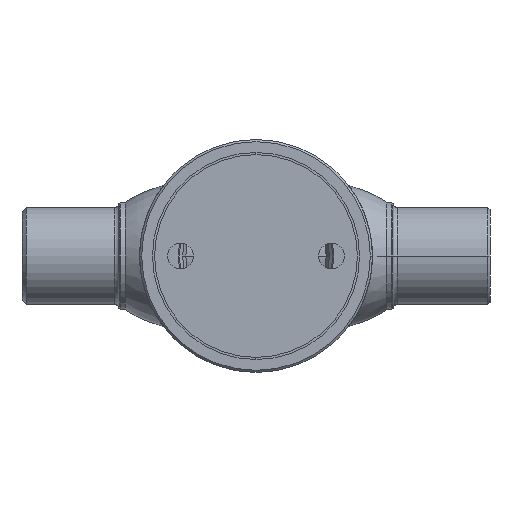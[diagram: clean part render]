
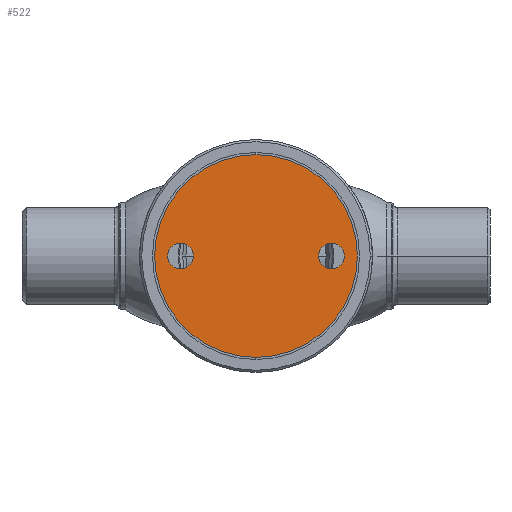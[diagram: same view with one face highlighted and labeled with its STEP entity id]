
A CAD part, left-side view. The second image highlights one B-rep face of the part: STEP entity #522.
In plain terms, the highlighted planar face has unit normal (-1, 0, 0).
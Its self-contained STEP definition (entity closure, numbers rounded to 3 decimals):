
#178 = FACE_OUTER_BOUND ( 'NONE', #2937, .T. ) ;
#192 = DIRECTION ( 'NONE',  ( 0., 0., 1. ) ) ;
#236 = ORIENTED_EDGE ( 'NONE', *, *, #2547, .F. ) ;
#336 = ORIENTED_EDGE ( 'NONE', *, *, #1307, .T. ) ;
#343 = EDGE_CURVE ( 'NONE', #1207, #1494, #1622, .T. ) ;
#389 = ORIENTED_EDGE ( 'NONE', *, *, #343, .F. ) ;
#499 = AXIS2_PLACEMENT_3D ( 'NONE', #1915, #1659, #1433 ) ;
#508 = CARTESIAN_POINT ( 'NONE',  ( 0., 0., -47. ) ) ;
#522 = ADVANCED_FACE ( 'NONE', ( #677, #1660, #178 ), #1667, .F. ) ;
#544 = EDGE_CURVE ( 'NONE', #1494, #1207, #2466, .T. ) ;
#631 = CIRCLE ( 'NONE', #2262, 47. ) ;
#674 = AXIS2_PLACEMENT_3D ( 'NONE', #2066, #2428, #2437 ) ;
#677 = FACE_BOUND ( 'NONE', #2462, .T. ) ;
#730 = ORIENTED_EDGE ( 'NONE', *, *, #544, .F. ) ;
#834 = CARTESIAN_POINT ( 'NONE',  ( 0., -35., 6. ) ) ;
#868 = VERTEX_POINT ( 'NONE', #1422 ) ;
#1056 = CARTESIAN_POINT ( 'NONE',  ( 0., 0., 0. ) ) ;
#1132 = AXIS2_PLACEMENT_3D ( 'NONE', #2521, #2531, #2541 ) ;
#1156 = DIRECTION ( 'NONE',  ( -1., 0., 0. ) ) ;
#1207 = VERTEX_POINT ( 'NONE', #2465 ) ;
#1259 = AXIS2_PLACEMENT_3D ( 'NONE', #2175, #2166, #2152 ) ;
#1307 = EDGE_CURVE ( 'NONE', #2713, #2015, #631, .T. ) ;
#1422 = CARTESIAN_POINT ( 'NONE',  ( 0., -35., -6. ) ) ;
#1433 = DIRECTION ( 'NONE',  ( 0., 0., -1. ) ) ;
#1453 = EDGE_CURVE ( 'NONE', #2123, #868, #2379, .T. ) ;
#1494 = VERTEX_POINT ( 'NONE', #1993 ) ;
#1534 = DIRECTION ( 'NONE',  ( -1., 0., 0. ) ) ;
#1612 = CARTESIAN_POINT ( 'NONE',  ( 0., 0., 47. ) ) ;
#1622 = CIRCLE ( 'NONE', #1132, 6. ) ;
#1633 = CARTESIAN_POINT ( 'NONE',  ( 0., -35., 0. ) ) ;
#1659 = DIRECTION ( 'NONE',  ( 1., 0., 0. ) ) ;
#1660 = FACE_BOUND ( 'NONE', #2328, .T. ) ;
#1667 = PLANE ( 'NONE',  #499 ) ;
#1702 = CIRCLE ( 'NONE', #2148, 47. ) ;
#1799 = DIRECTION ( 'NONE',  ( 0., 0., -1. ) ) ;
#1809 = DIRECTION ( 'NONE',  ( -1., 0., 0. ) ) ;
#1825 = CARTESIAN_POINT ( 'NONE',  ( 0., 0., 0. ) ) ;
#1915 = CARTESIAN_POINT ( 'NONE',  ( 0., 0., 0. ) ) ;
#1924 = EDGE_CURVE ( 'NONE', #2015, #2713, #1702, .T. ) ;
#1993 = CARTESIAN_POINT ( 'NONE',  ( 0., 35., 6. ) ) ;
#2015 = VERTEX_POINT ( 'NONE', #508 ) ;
#2066 = CARTESIAN_POINT ( 'NONE',  ( 0., 35., 0. ) ) ;
#2091 = ORIENTED_EDGE ( 'NONE', *, *, #1453, .F. ) ;
#2123 = VERTEX_POINT ( 'NONE', #834 ) ;
#2148 = AXIS2_PLACEMENT_3D ( 'NONE', #1825, #1809, #1799 ) ;
#2152 = DIRECTION ( 'NONE',  ( 0., 0., 1. ) ) ;
#2166 = DIRECTION ( 'NONE',  ( -1., 0., 0. ) ) ;
#2175 = CARTESIAN_POINT ( 'NONE',  ( 0., -35., 0. ) ) ;
#2262 = AXIS2_PLACEMENT_3D ( 'NONE', #1056, #1156, #2488 ) ;
#2328 = EDGE_LOOP ( 'NONE', ( #730, #389 ) ) ;
#2379 = CIRCLE ( 'NONE', #2412, 6. ) ;
#2412 = AXIS2_PLACEMENT_3D ( 'NONE', #1633, #1534, #192 ) ;
#2428 = DIRECTION ( 'NONE',  ( -1., 0., 0. ) ) ;
#2437 = DIRECTION ( 'NONE',  ( 0., 0., 1. ) ) ;
#2462 = EDGE_LOOP ( 'NONE', ( #2091, #236 ) ) ;
#2465 = CARTESIAN_POINT ( 'NONE',  ( 0., 35., -6. ) ) ;
#2466 = CIRCLE ( 'NONE', #674, 6. ) ;
#2488 = DIRECTION ( 'NONE',  ( 0., 0., -1. ) ) ;
#2521 = CARTESIAN_POINT ( 'NONE',  ( 0., 35., 0. ) ) ;
#2531 = DIRECTION ( 'NONE',  ( -1., 0., 0. ) ) ;
#2541 = DIRECTION ( 'NONE',  ( 0., 0., 1. ) ) ;
#2547 = EDGE_CURVE ( 'NONE', #868, #2123, #2905, .T. ) ;
#2643 = ORIENTED_EDGE ( 'NONE', *, *, #1924, .T. ) ;
#2713 = VERTEX_POINT ( 'NONE', #1612 ) ;
#2905 = CIRCLE ( 'NONE', #1259, 6. ) ;
#2937 = EDGE_LOOP ( 'NONE', ( #2643, #336 ) ) ;
